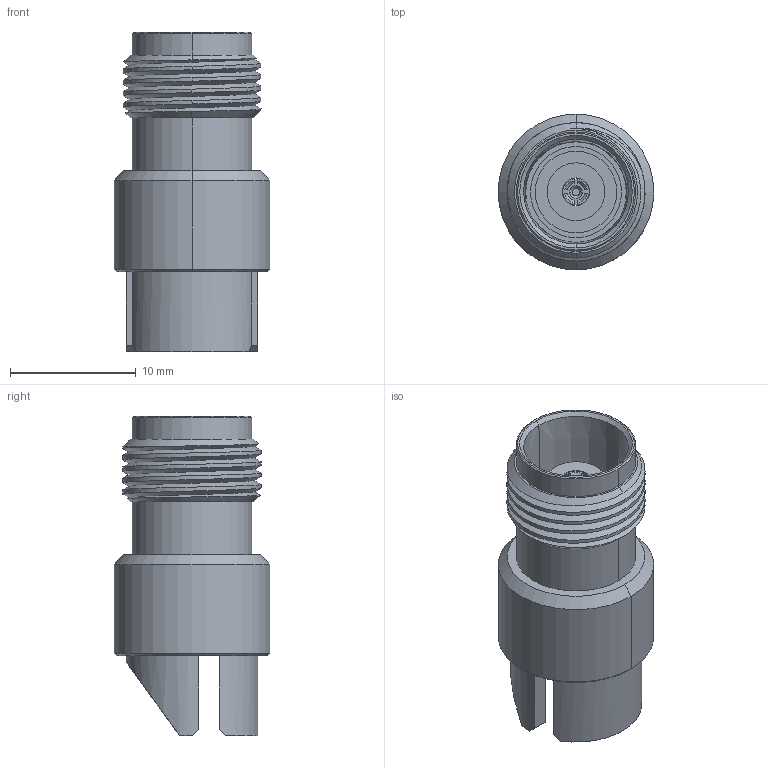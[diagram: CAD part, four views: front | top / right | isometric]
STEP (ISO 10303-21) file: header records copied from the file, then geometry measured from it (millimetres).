
FILE_DESCRIPTION (( 'STEP AP214' ), '1' );
FILE_NAME ('13-410-1.57mm-Q3.STEP', '2023-02-22T12:32:16', ( '' ), ( '' ), 'SwSTEP 2.0', 'SolidWorks 2022', '' );
FILE_SCHEMA (( 'AUTOMOTIVE_DESIGN' ));
Length unit declared in the file: millimetre
Products named in the file (1): 13-410-1.57mm-Q3
Bounding box: 12.4 x 12.4 x 25.4 mm (x, y, z)
Surface area: 1614.1 mm2 (no closed solid volume)
Topology: 0 solids, 7 shells, 87 faces, 224 edges, 153 vertices
Faces by surface type: plane 34, cylinder 30, cone 21, bspline 2
Entity records: 5201 total; most frequent: CARTESIAN_POINT 2162, DIRECTION 426, ORIENTED_EDGE 406, EDGE_CURVE 224, AXIS2_PLACEMENT_3D 165, VERTEX_POINT 153, EDGE_LOOP 98, LINE 96
